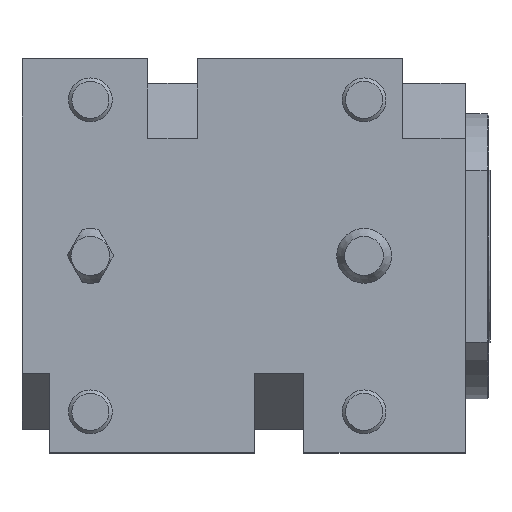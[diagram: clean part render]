
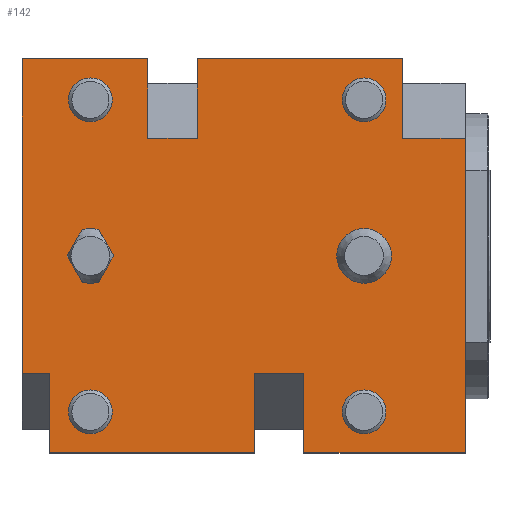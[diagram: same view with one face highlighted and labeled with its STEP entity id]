
A CAD part, top view. The second image highlights one B-rep face of the part: STEP entity #142.
In plain terms, the highlighted planar face has unit normal (0, 0, 1).
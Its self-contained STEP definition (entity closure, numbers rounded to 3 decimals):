
#142=ADVANCED_FACE('',(#481,#482,#483,#484,#485,#486,#487),#229,.T.);
#229=PLANE('',#1413);
#281=LINE('',#1973,#381);
#282=LINE('',#1976,#382);
#283=LINE('',#1978,#383);
#284=LINE('',#1980,#384);
#285=LINE('',#1982,#385);
#286=LINE('',#1984,#386);
#287=LINE('',#1986,#387);
#288=LINE('',#1988,#388);
#289=LINE('',#1990,#389);
#290=LINE('',#1992,#390);
#291=LINE('',#1994,#391);
#292=LINE('',#1996,#392);
#293=LINE('',#1998,#393);
#294=LINE('',#2000,#394);
#295=LINE('',#2002,#395);
#296=LINE('',#2004,#396);
#297=LINE('',#2005,#397);
#298=LINE('',#2008,#398);
#299=LINE('',#2012,#399);
#300=LINE('',#2014,#400);
#381=VECTOR('',#1570,1.);
#382=VECTOR('',#1571,1.);
#383=VECTOR('',#1572,1.);
#384=VECTOR('',#1573,1.);
#385=VECTOR('',#1574,1.);
#386=VECTOR('',#1575,1.);
#387=VECTOR('',#1576,1.);
#388=VECTOR('',#1577,1.);
#389=VECTOR('',#1578,1.);
#390=VECTOR('',#1579,1.);
#391=VECTOR('',#1580,1.);
#392=VECTOR('',#1581,1.);
#393=VECTOR('',#1582,1.);
#394=VECTOR('',#1583,1.);
#395=VECTOR('',#1584,1.);
#396=VECTOR('',#1585,1.);
#397=VECTOR('',#1586,1.);
#398=VECTOR('',#1587,1.);
#399=VECTOR('',#1590,1.);
#400=VECTOR('',#1591,1.);
#481=FACE_BOUND('',#554,.T.);
#482=FACE_BOUND('',#555,.T.);
#483=FACE_BOUND('',#556,.T.);
#484=FACE_BOUND('',#557,.T.);
#485=FACE_BOUND('',#558,.T.);
#486=FACE_BOUND('',#559,.T.);
#487=FACE_BOUND('',#560,.T.);
#554=EDGE_LOOP('',(#680));
#555=EDGE_LOOP('',(#681));
#556=EDGE_LOOP('',(#682));
#557=EDGE_LOOP('',(#683));
#558=EDGE_LOOP('',(#684,#685,#686,#687,#688,#689,#690,#691,#692,#693,#694,
#695,#696,#697,#698,#699));
#559=EDGE_LOOP('',(#700,#701,#702,#703,#704,#705));
#560=EDGE_LOOP('',(#706));
#680=ORIENTED_EDGE('',*,*,#1144,.T.);
#681=ORIENTED_EDGE('',*,*,#1145,.T.);
#682=ORIENTED_EDGE('',*,*,#1146,.T.);
#683=ORIENTED_EDGE('',*,*,#1147,.T.);
#684=ORIENTED_EDGE('',*,*,#1148,.T.);
#685=ORIENTED_EDGE('',*,*,#1149,.T.);
#686=ORIENTED_EDGE('',*,*,#1150,.F.);
#687=ORIENTED_EDGE('',*,*,#1151,.T.);
#688=ORIENTED_EDGE('',*,*,#1152,.T.);
#689=ORIENTED_EDGE('',*,*,#1153,.T.);
#690=ORIENTED_EDGE('',*,*,#1154,.F.);
#691=ORIENTED_EDGE('',*,*,#1155,.T.);
#692=ORIENTED_EDGE('',*,*,#1156,.T.);
#693=ORIENTED_EDGE('',*,*,#1157,.T.);
#694=ORIENTED_EDGE('',*,*,#1158,.T.);
#695=ORIENTED_EDGE('',*,*,#1159,.T.);
#696=ORIENTED_EDGE('',*,*,#1160,.T.);
#697=ORIENTED_EDGE('',*,*,#1161,.T.);
#698=ORIENTED_EDGE('',*,*,#1162,.T.);
#699=ORIENTED_EDGE('',*,*,#1163,.T.);
#700=ORIENTED_EDGE('',*,*,#1164,.F.);
#701=ORIENTED_EDGE('',*,*,#1165,.F.);
#702=ORIENTED_EDGE('',*,*,#1166,.T.);
#703=ORIENTED_EDGE('',*,*,#1167,.T.);
#704=ORIENTED_EDGE('',*,*,#1168,.T.);
#705=ORIENTED_EDGE('',*,*,#1169,.T.);
#706=ORIENTED_EDGE('',*,*,#1170,.T.);
#1020=VERTEX_POINT('',#1966);
#1021=VERTEX_POINT('',#1968);
#1022=VERTEX_POINT('',#1970);
#1023=VERTEX_POINT('',#1972);
#1024=VERTEX_POINT('',#1974);
#1025=VERTEX_POINT('',#1975);
#1026=VERTEX_POINT('',#1977);
#1027=VERTEX_POINT('',#1979);
#1028=VERTEX_POINT('',#1981);
#1029=VERTEX_POINT('',#1983);
#1030=VERTEX_POINT('',#1985);
#1031=VERTEX_POINT('',#1987);
#1032=VERTEX_POINT('',#1989);
#1033=VERTEX_POINT('',#1991);
#1034=VERTEX_POINT('',#1993);
#1035=VERTEX_POINT('',#1995);
#1036=VERTEX_POINT('',#1997);
#1037=VERTEX_POINT('',#1999);
#1038=VERTEX_POINT('',#2001);
#1039=VERTEX_POINT('',#2003);
#1040=VERTEX_POINT('',#2006);
#1041=VERTEX_POINT('',#2007);
#1042=VERTEX_POINT('',#2009);
#1043=VERTEX_POINT('',#2011);
#1044=VERTEX_POINT('',#2013);
#1045=VERTEX_POINT('',#2015);
#1046=VERTEX_POINT('',#2018);
#1144=EDGE_CURVE('',#1020,#1020,#1314,.T.);
#1145=EDGE_CURVE('',#1021,#1021,#1315,.T.);
#1146=EDGE_CURVE('',#1022,#1022,#1316,.T.);
#1147=EDGE_CURVE('',#1023,#1023,#1317,.T.);
#1148=EDGE_CURVE('',#1024,#1025,#281,.T.);
#1149=EDGE_CURVE('',#1025,#1026,#282,.T.);
#1150=EDGE_CURVE('',#1027,#1026,#283,.T.);
#1151=EDGE_CURVE('',#1027,#1028,#284,.T.);
#1152=EDGE_CURVE('',#1028,#1029,#285,.T.);
#1153=EDGE_CURVE('',#1029,#1030,#286,.T.);
#1154=EDGE_CURVE('',#1031,#1030,#287,.T.);
#1155=EDGE_CURVE('',#1031,#1032,#288,.T.);
#1156=EDGE_CURVE('',#1032,#1033,#289,.T.);
#1157=EDGE_CURVE('',#1033,#1034,#290,.T.);
#1158=EDGE_CURVE('',#1034,#1035,#291,.T.);
#1159=EDGE_CURVE('',#1035,#1036,#292,.T.);
#1160=EDGE_CURVE('',#1036,#1037,#293,.T.);
#1161=EDGE_CURVE('',#1037,#1038,#294,.T.);
#1162=EDGE_CURVE('',#1038,#1039,#295,.T.);
#1163=EDGE_CURVE('',#1039,#1024,#296,.T.);
#1164=EDGE_CURVE('',#1040,#1041,#297,.T.);
#1165=EDGE_CURVE('',#1042,#1040,#298,.T.);
#1166=EDGE_CURVE('',#1042,#1043,#1318,.T.);
#1167=EDGE_CURVE('',#1043,#1044,#299,.T.);
#1168=EDGE_CURVE('',#1044,#1045,#300,.T.);
#1169=EDGE_CURVE('',#1045,#1041,#1319,.T.);
#1170=EDGE_CURVE('',#1046,#1046,#1320,.T.);
#1314=CIRCLE('',#1406,8.);
#1315=CIRCLE('',#1407,8.);
#1316=CIRCLE('',#1408,8.);
#1317=CIRCLE('',#1409,8.);
#1318=CIRCLE('',#1410,9.997);
#1319=CIRCLE('',#1411,9.997);
#1320=CIRCLE('',#1412,9.997);
#1406=AXIS2_PLACEMENT_3D('',#1965,#1562,#1563);
#1407=AXIS2_PLACEMENT_3D('',#1967,#1564,#1565);
#1408=AXIS2_PLACEMENT_3D('',#1969,#1566,#1567);
#1409=AXIS2_PLACEMENT_3D('',#1971,#1568,#1569);
#1410=AXIS2_PLACEMENT_3D('',#2010,#1588,#1589);
#1411=AXIS2_PLACEMENT_3D('',#2016,#1592,#1593);
#1412=AXIS2_PLACEMENT_3D('',#2017,#1594,#1595);
#1413=AXIS2_PLACEMENT_3D('',#2019,#1596,#1597);
#1562=DIRECTION('',(0.,0.,-1.));
#1563=DIRECTION('',(0.,1.,0.));
#1564=DIRECTION('',(0.,0.,-1.));
#1565=DIRECTION('',(0.,1.,0.));
#1566=DIRECTION('',(0.,0.,-1.));
#1567=DIRECTION('',(0.,1.,0.));
#1568=DIRECTION('',(0.,0.,-1.));
#1569=DIRECTION('',(0.,1.,0.));
#1570=DIRECTION('',(1.,0.,0.));
#1571=DIRECTION('',(0.,-1.,0.));
#1572=DIRECTION('',(-1.,0.,0.));
#1573=DIRECTION('',(0.,1.,0.));
#1574=DIRECTION('',(1.,0.,0.));
#1575=DIRECTION('',(0.,-1.,0.));
#1576=DIRECTION('',(-1.,0.,0.));
#1577=DIRECTION('',(0.,1.,0.));
#1578=DIRECTION('',(-1.,0.,0.));
#1579=DIRECTION('',(0.,1.,0.));
#1580=DIRECTION('',(-1.,0.,0.));
#1581=DIRECTION('',(0.,-1.,0.));
#1582=DIRECTION('',(-1.,0.,0.));
#1583=DIRECTION('',(0.,1.,0.));
#1584=DIRECTION('',(-1.,0.,0.));
#1585=DIRECTION('',(0.,-1.,0.));
#1586=DIRECTION('',(-0.5,0.866,0.));
#1587=DIRECTION('',(0.5,0.866,0.));
#1588=DIRECTION('',(0.,0.,-1.));
#1589=DIRECTION('',(1.,0.,0.));
#1590=DIRECTION('',(-0.5,0.866,0.));
#1591=DIRECTION('',(0.5,0.866,0.));
#1592=DIRECTION('',(0.,0.,-1.));
#1593=DIRECTION('',(1.,0.,0.));
#1594=DIRECTION('',(0.,0.,-1.));
#1595=DIRECTION('',(1.,0.,0.));
#1596=DIRECTION('',(0.,0.,1.));
#1597=DIRECTION('',(1.,0.,0.));
#1965=CARTESIAN_POINT('',(-100.,-57.,0.));
#1966=CARTESIAN_POINT('',(-100.,-49.,0.));
#1967=CARTESIAN_POINT('',(0.,-57.,0.));
#1968=CARTESIAN_POINT('',(0.,-49.,0.));
#1969=CARTESIAN_POINT('',(-100.,57.,0.));
#1970=CARTESIAN_POINT('',(-100.,65.,0.));
#1971=CARTESIAN_POINT('',(0.,57.,0.));
#1972=CARTESIAN_POINT('',(0.,65.,0.));
#1973=CARTESIAN_POINT('',(-125.,-43.,0.));
#1974=CARTESIAN_POINT('',(-125.,-43.,0.));
#1975=CARTESIAN_POINT('',(-115.,-43.,0.));
#1976=CARTESIAN_POINT('',(-115.,-43.,0.));
#1977=CARTESIAN_POINT('',(-115.,-72.,0.));
#1978=CARTESIAN_POINT('',(-40.,-72.,0.));
#1979=CARTESIAN_POINT('',(-40.,-72.,0.));
#1980=CARTESIAN_POINT('',(-40.,-72.,0.));
#1981=CARTESIAN_POINT('',(-40.,-43.,0.));
#1982=CARTESIAN_POINT('',(-40.,-43.,0.));
#1983=CARTESIAN_POINT('',(-22.,-43.,0.));
#1984=CARTESIAN_POINT('',(-22.,-43.,0.));
#1985=CARTESIAN_POINT('',(-22.,-72.,0.));
#1986=CARTESIAN_POINT('',(36.,-72.,0.));
#1987=CARTESIAN_POINT('',(37.,-72.,0.));
#1988=CARTESIAN_POINT('',(37.,-71.,0.));
#1989=CARTESIAN_POINT('',(37.,43.,0.));
#1990=CARTESIAN_POINT('',(37.,43.,0.));
#1991=CARTESIAN_POINT('',(14.,43.,0.));
#1992=CARTESIAN_POINT('',(14.,43.,0.));
#1993=CARTESIAN_POINT('',(14.,72.,0.));
#1994=CARTESIAN_POINT('',(14.,72.,0.));
#1995=CARTESIAN_POINT('',(-61.,72.,0.));
#1996=CARTESIAN_POINT('',(-61.,72.,0.));
#1997=CARTESIAN_POINT('',(-61.,43.,0.));
#1998=CARTESIAN_POINT('',(-61.,43.,0.));
#1999=CARTESIAN_POINT('',(-79.,43.,0.));
#2000=CARTESIAN_POINT('',(-79.,43.,0.));
#2001=CARTESIAN_POINT('',(-79.,72.,0.));
#2002=CARTESIAN_POINT('',(-79.,72.,0.));
#2003=CARTESIAN_POINT('',(-125.,72.,0.));
#2004=CARTESIAN_POINT('',(-125.,71.,0.));
#2005=CARTESIAN_POINT('',(-90.548,-1.64,0.));
#2006=CARTESIAN_POINT('',(-91.494,0.,0.));
#2007=CARTESIAN_POINT('',(-97.,9.536,0.));
#2008=CARTESIAN_POINT('',(-28.194,109.64,0.));
#2009=CARTESIAN_POINT('',(-97.,-9.536,0.));
#2010=CARTESIAN_POINT('',(-100.,0.,0.));
#2011=CARTESIAN_POINT('',(-103.,-9.536,0.));
#2012=CARTESIAN_POINT('',(-103.306,-9.006,0.));
#2013=CARTESIAN_POINT('',(-108.506,0.,0.));
#2014=CARTESIAN_POINT('',(-40.952,117.006,0.));
#2015=CARTESIAN_POINT('',(-103.,9.536,0.));
#2016=CARTESIAN_POINT('',(-100.,0.,0.));
#2017=CARTESIAN_POINT('',(0.,0.,0.));
#2018=CARTESIAN_POINT('',(9.997,0.,0.));
#2019=CARTESIAN_POINT('',(37.,72.,0.));
